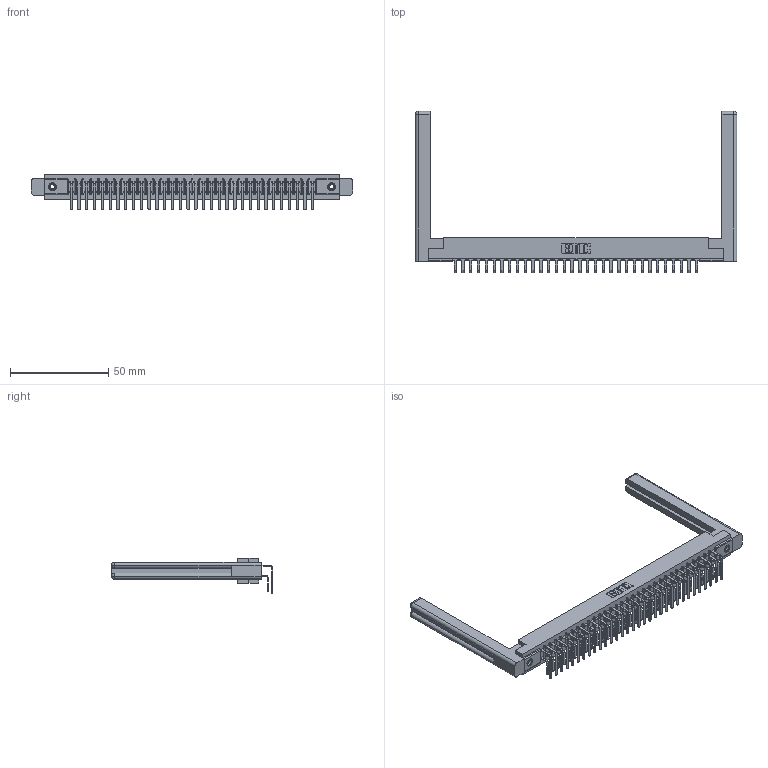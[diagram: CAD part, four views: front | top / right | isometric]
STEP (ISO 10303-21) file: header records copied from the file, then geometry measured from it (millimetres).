
FILE_DESCRIPTION (( 'STEP AP203' ), '1' );
FILE_NAME ('307-032-459-158.STEP', '2020-09-28T16:10:26', ( '' ), ( '' ), 'SwSTEP 2.0', 'SolidWorks 2020', '' );
FILE_SCHEMA (( 'CONFIG_CONTROL_DESIGN' ));
Length unit declared in the file: inch
Products named in the file (6): 307 Part_.156 Dia Mounting Holes; 307-290-001_558 559 - 1 (Single); 307-220-058; 307-032-459-158; 345-250-001_345-250-001-102; 307-290-001_559 - 2 (Single)
Assembly tree (69 placements, depth 2):
  307-032-459-158
    307 Part_.156 Dia Mounting Holes
    307-290-001_558 559 - 1 (Single)  x32
    307-290-001_559 - 2 (Single)  x32
    307-220-058  x2
    345-250-001_345-250-001-102  x2
Bounding box: 163.42 x 82 x 18.07 mm (x, y, z)
Volume: 24720.5 mm3; surface area: 27868.2 mm2
Topology: 69 solids, 69 shells, 3493 faces, 9765 edges, 6322 vertices
Faces by surface type: plane 2266, cylinder 1137, sphere 66, torus 12, cone 12
Entity records: 33770 total; most frequent: CARTESIAN_POINT 5549, ORIENTED_EDGE 5440, DIRECTION 5396, EDGE_CURVE 2720, LINE 2078, VECTOR 2078, VERTEX_POINT 1758, AXIS2_PLACEMENT_3D 1659
